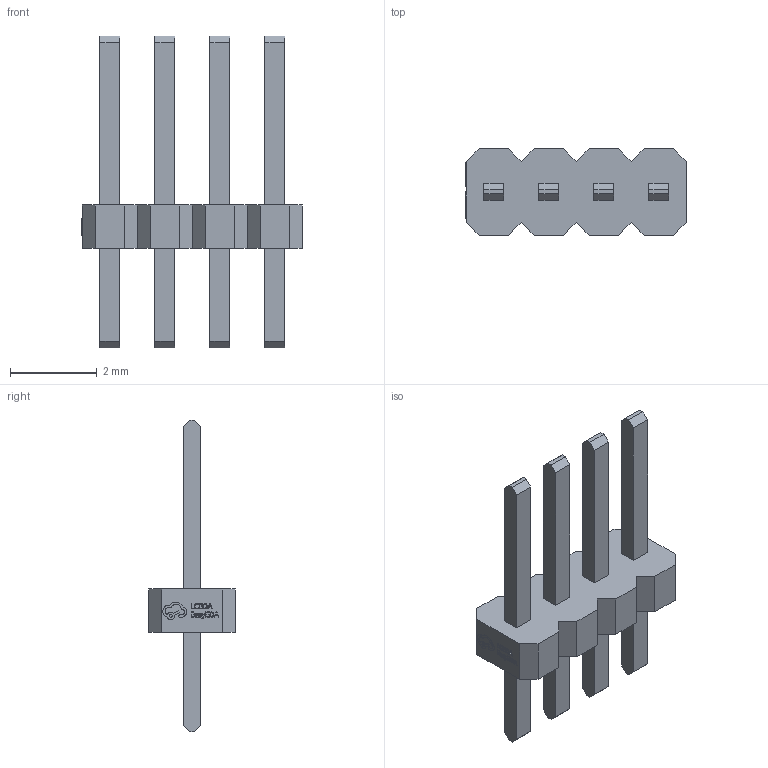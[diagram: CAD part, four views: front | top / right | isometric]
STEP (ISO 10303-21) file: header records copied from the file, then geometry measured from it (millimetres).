
FILE_DESCRIPTION (( 'STEP AP214' ), '1' );
FILE_NAME ('HDR-TH_4P-P1.27-M-LI-1X4P.step', '2022-07-02T12:31:33', ( '' ), ( '' ), 'SwSTEP 2.0', 'SolidWorks 2020', '' );
FILE_SCHEMA (( 'AUTOMOTIVE_DESIGN' ));
Length unit declared in the file: millimetre
Products named in the file (1): HDR-TH_4P-P1.27-M-LI-1X4P
Bounding box: 5.09 x 2 x 7.2 mm (x, y, z)
Volume: 13.9 mm3; surface area: 75.6 mm2
Topology: 1 solids, 1 shells, 308 faces, 837 edges, 558 vertices
Faces by surface type: plane 210, bspline 98
Entity records: 12919 total; most frequent: CARTESIAN_POINT 3010, ORIENTED_EDGE 1674, DIRECTION 1059, EDGE_CURVE 837, LINE 637, VECTOR 637, VERTEX_POINT 558, EDGE_LOOP 335
